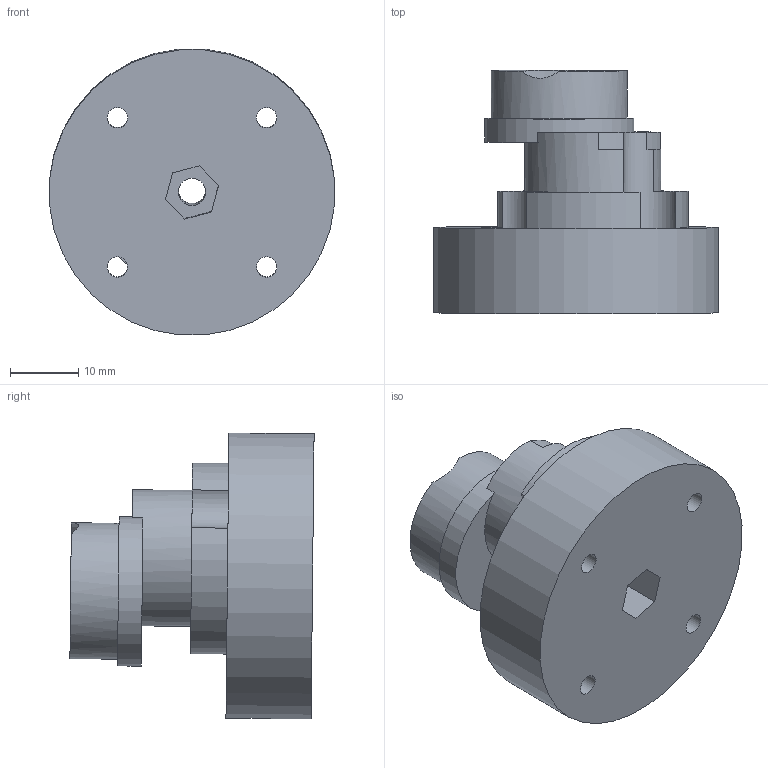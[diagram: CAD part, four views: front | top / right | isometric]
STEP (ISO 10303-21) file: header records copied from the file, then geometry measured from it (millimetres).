
FILE_DESCRIPTION(/* description */ (''),/* implementation_level */ '2;1');
FILE_NAME(/* name */ 'Crank Shaft_v1.step',/* time_stamp */ '2023-12-13T12:05:05-06:00',/* author */ (''),/* organization */ (''),/* preprocessor_version */ 'ST-DEVELOPER v20',/* originating_system */ 'Autodesk Translation Framework v12.14.0.127',/* authorisation */ '');
FILE_SCHEMA (('AUTOMOTIVE_DESIGN { 1 0 10303 214 3 1 1 }'));
Length unit declared in the file: millimetre
Products named in the file (3): Crank Shaft; Component1; Component2
Assembly tree (2 placements, depth 2):
  Crank Shaft
    Component1
    Component2
Bounding box: 41.84 x 35.85 x 41.97 mm (x, y, z)
Volume: 23813.1 mm3; surface area: 8496.5 mm2
Topology: 2 solids, 2 shells, 49 faces, 121 edges, 80 vertices
Faces by surface type: cylinder 24, plane 23, cone 2
Full cylindrical faces by diameter (mm): 2.8 x2, 3 x4, 3.3 x2, 4 x2, 8 x4, 20 x1, 22 x1, 42 x1
Entity records: 1632 total; most frequent: DIRECTION 293, CARTESIAN_POINT 276, ORIENTED_EDGE 242, EDGE_CURVE 121, AXIS2_PLACEMENT_3D 121, VERTEX_POINT 80, EDGE_LOOP 69, CIRCLE 67
